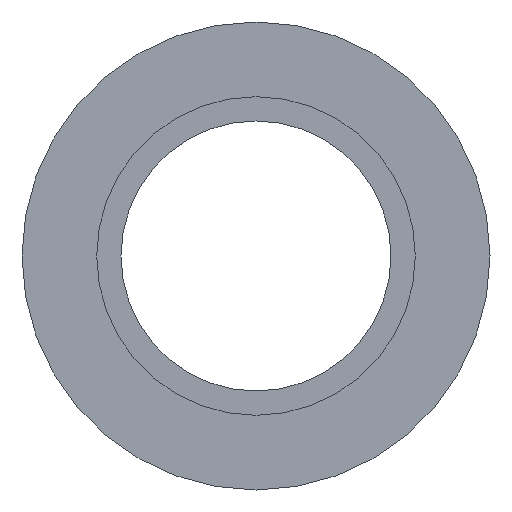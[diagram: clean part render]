
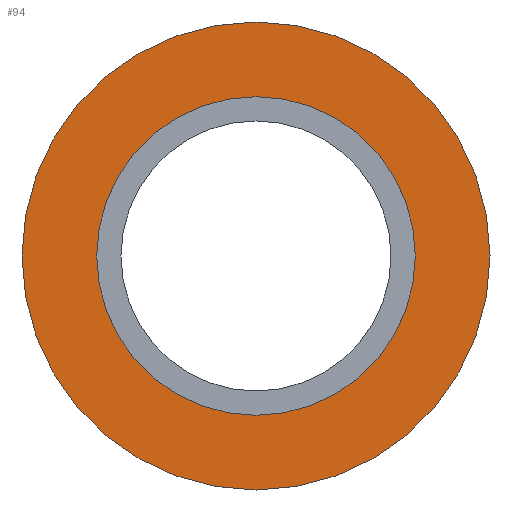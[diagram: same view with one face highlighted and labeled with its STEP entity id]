
A CAD part, left-side view. The second image highlights one B-rep face of the part: STEP entity #94.
In plain terms, the highlighted planar face has unit normal (-1, 0, 0).
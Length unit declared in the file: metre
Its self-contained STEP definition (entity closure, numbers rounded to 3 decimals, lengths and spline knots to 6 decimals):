
#13=PLANE('',#118);
#20=ORIENTED_EDGE('',*,*,#35,.F.);
#21=ORIENTED_EDGE('',*,*,#33,.F.);
#33=EDGE_CURVE('',#41,#41,#49,.T.);
#35=EDGE_CURVE('',#43,#43,#51,.T.);
#41=VERTEX_POINT('',#168);
#43=VERTEX_POINT('',#174);
#49=CIRCLE('',#115,0.065);
#51=CIRCLE('',#119,0.04425);
#60=EDGE_LOOP('',(#20));
#61=EDGE_LOOP('',(#21));
#76=FACE_BOUND('',#60,.T.);
#77=FACE_BOUND('',#61,.T.);
#94=ADVANCED_FACE('',(#76,#77),#13,.F.);
#115=AXIS2_PLACEMENT_3D('',#167,#135,#136);
#118=AXIS2_PLACEMENT_3D('',#172,#141,#142);
#119=AXIS2_PLACEMENT_3D('',#173,#143,#144);
#135=DIRECTION('',(1.,0.,0.));
#136=DIRECTION('',(0.,0.,-1.));
#141=DIRECTION('',(1.,0.,0.));
#142=DIRECTION('',(0.,1.,0.));
#143=DIRECTION('',(-1.,0.,0.));
#144=DIRECTION('',(0.,0.,1.));
#167=CARTESIAN_POINT('',(0.,0.,0.));
#168=CARTESIAN_POINT('',(0.,0.,-0.065));
#172=CARTESIAN_POINT('',(0.,0.,0.));
#173=CARTESIAN_POINT('',(0.,0.,0.));
#174=CARTESIAN_POINT('',(0.,0.,0.04425));
